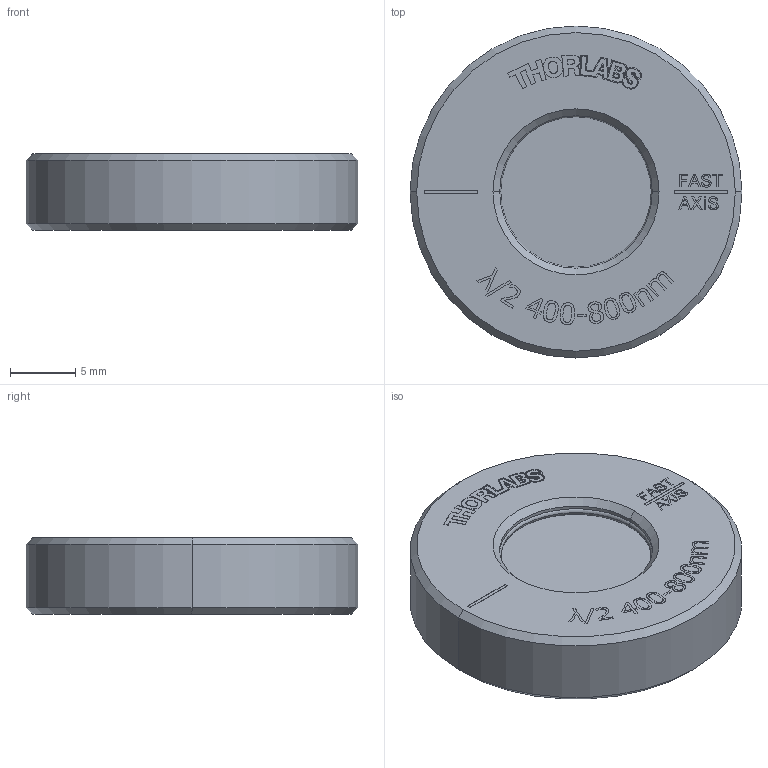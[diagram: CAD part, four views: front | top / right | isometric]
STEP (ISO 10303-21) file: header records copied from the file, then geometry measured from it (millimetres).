
FILE_DESCRIPTION (( 'STEP AP203' ), '1' );
FILE_NAME ('19778-E0W.STEP', '2018-09-27T23:01:04', ( 'admin' ), ( '' ), 'SwSTEP 2.0', 'SolidWorks 2018', '' );
FILE_SCHEMA (( 'CONFIG_CONTROL_DESIGN' ));
Length unit declared in the file: millimetre
Products named in the file (1): 19778-E0W
Bounding box: 25.37 x 25.37 x 5.84 mm (x, y, z)
Volume: 2392.1 mm3; surface area: 2355.2 mm2
Topology: 6 solids, 6 shells, 445 faces, 1203 edges, 814 vertices
Faces by surface type: bspline 220, plane 192, cylinder 18, cone 11, torus 4
Entity records: 21013 total; most frequent: CARTESIAN_POINT 11193, ORIENTED_EDGE 2406, DIRECTION 1254, EDGE_CURVE 1203, VERTEX_POINT 814, LINE 676, VECTOR 676, EDGE_LOOP 497
